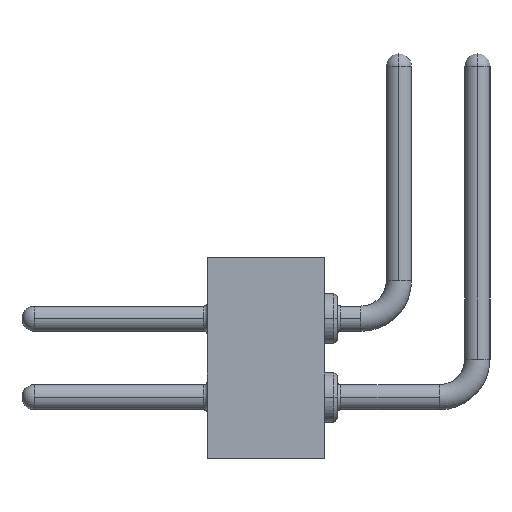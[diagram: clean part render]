
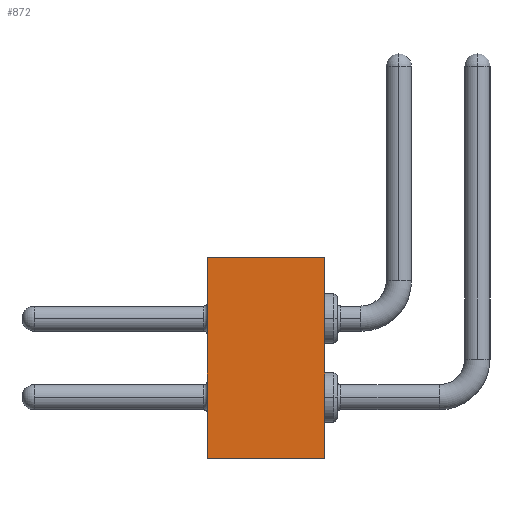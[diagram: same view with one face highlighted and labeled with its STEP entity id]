
A CAD part, left-side view. The second image highlights one B-rep face of the part: STEP entity #872.
In plain terms, the highlighted planar face has unit normal (-1, 0, 0).
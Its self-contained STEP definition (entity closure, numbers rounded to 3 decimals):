
#872=ADVANCED_FACE('',(#2576),#2577,.F.);
#2576=FACE_OUTER_BOUND('',#4280,.T.);
#2577=PLANE('',#4281);
#4280=EDGE_LOOP('',(#10797,#10798,#10799,#10800));
#4281=AXIS2_PLACEMENT_3D('',#10801,#10802,#10803);
#10797=ORIENTED_EDGE('',*,*,#12865,.T.);
#10798=ORIENTED_EDGE('',*,*,#12860,.F.);
#10799=ORIENTED_EDGE('',*,*,#12867,.F.);
#10800=ORIENTED_EDGE('',*,*,#12856,.F.);
#10801=CARTESIAN_POINT('',(-11.635,0.95,0.));
#10802=DIRECTION('',(1.0,0.0,0.));
#10803=DIRECTION('',(0.,0.0,-1.0));
#12856=EDGE_CURVE('',#16288,#16289,#16290,.T.);
#12860=EDGE_CURVE('',#16296,#16297,#16298,.T.);
#12865=EDGE_CURVE('',#16288,#16297,#16305,.T.);
#12867=EDGE_CURVE('',#16289,#16296,#16307,.T.);
#16288=VERTEX_POINT('',#20088);
#16289=VERTEX_POINT('',#20089);
#16290=LINE('',#20090,#20091);
#16296=VERTEX_POINT('',#20100);
#16297=VERTEX_POINT('',#20101);
#16298=LINE('',#20102,#20103);
#16305=LINE('',#20114,#20115);
#16307=LINE('',#20118,#20119);
#20088=CARTESIAN_POINT('',(-11.635,0.0,-1.625));
#20089=CARTESIAN_POINT('',(-11.635,1.9,-1.625));
#20090=CARTESIAN_POINT('',(-11.635,0.95,-1.625));
#20091=VECTOR('',#25556,1.0);
#20100=CARTESIAN_POINT('',(-11.635,1.9,1.625));
#20101=CARTESIAN_POINT('',(-11.635,0.0,1.625));
#20102=CARTESIAN_POINT('',(-11.635,0.95,1.625));
#20103=VECTOR('',#25560,1.0);
#20114=CARTESIAN_POINT('',(-11.635,0.0,0.));
#20115=VECTOR('',#25565,1.0);
#20118=CARTESIAN_POINT('',(-11.635,1.9,0.));
#20119=VECTOR('',#25567,1.0);
#25556=DIRECTION('',(0.0,1.0,0.0));
#25560=DIRECTION('',(0.0,-1.0,-0.0));
#25565=DIRECTION('',(0.,0.0,1.0));
#25567=DIRECTION('',(0.,0.0,1.0));
